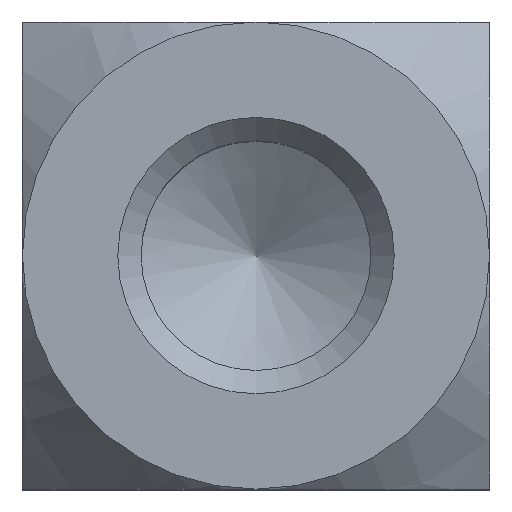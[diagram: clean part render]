
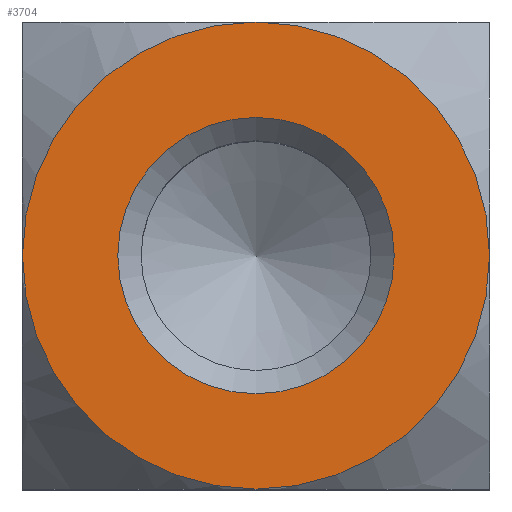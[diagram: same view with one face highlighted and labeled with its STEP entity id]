
A CAD part, top view. The second image highlights one B-rep face of the part: STEP entity #3704.
In plain terms, the highlighted planar face has unit normal (0, 0, 1).
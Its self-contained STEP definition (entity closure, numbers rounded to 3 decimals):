
#824=PLANE('',#3875);
#1481=ORIENTED_EDGE('',*,*,#1857,.T.);
#1482=ORIENTED_EDGE('',*,*,#1858,.T.);
#1483=ORIENTED_EDGE('',*,*,#1856,.F.);
#1484=ORIENTED_EDGE('',*,*,#1835,.T.);
#1485=ORIENTED_EDGE('',*,*,#1525,.T.);
#1525=EDGE_CURVE('',#2056,#2056,#1869,.T.);
#1835=EDGE_CURVE('',#2247,#2248,#1872,.T.);
#1856=EDGE_CURVE('',#2247,#2252,#1873,.T.);
#1857=EDGE_CURVE('',#2248,#2255,#1874,.T.);
#1858=EDGE_CURVE('',#2255,#2252,#1875,.T.);
#1869=CIRCLE('',#3723,2.959);
#1872=CIRCLE('',#3862,5.);
#1873=CIRCLE('',#3870,5.);
#1874=CIRCLE('',#3872,5.);
#1875=CIRCLE('',#3874,5.);
#2041=EDGE_LOOP('',(#1481,#1482,#1483,#1484));
#2042=EDGE_LOOP('',(#1485));
#2056=VERTEX_POINT('',#4555);
#2247=VERTEX_POINT('',#5192);
#2248=VERTEX_POINT('',#5193);
#2252=VERTEX_POINT('',#5232);
#2255=VERTEX_POINT('',#5260);
#2430=FACE_BOUND('',#2041,.T.);
#2431=FACE_BOUND('',#2042,.T.);
#3704=ADVANCED_FACE('',(#2430,#2431),#824,.T.);
#3723=AXIS2_PLACEMENT_3D('',#4554,#3894,#3895);
#3862=AXIS2_PLACEMENT_3D('',#5191,#4479,#4480);
#3870=AXIS2_PLACEMENT_3D('',#5315,#4507,#4508);
#3872=AXIS2_PLACEMENT_3D('',#5317,#4511,#4512);
#3874=AXIS2_PLACEMENT_3D('',#5319,#4515,#4516);
#3875=AXIS2_PLACEMENT_3D('',#5320,#4517,#4518);
#3894=DIRECTION('',(0.,0.,-1.));
#3895=DIRECTION('',(0.,1.,0.));
#4479=DIRECTION('',(0.,0.,1.));
#4480=DIRECTION('',(1.,0.,0.));
#4507=DIRECTION('',(0.,0.,-1.));
#4508=DIRECTION('',(-1.,0.,0.));
#4511=DIRECTION('',(0.,0.,1.));
#4512=DIRECTION('',(1.,0.,0.));
#4515=DIRECTION('',(0.,0.,1.));
#4516=DIRECTION('',(1.,0.,0.));
#4517=DIRECTION('',(0.,0.,1.));
#4518=DIRECTION('',(1.,0.,0.));
#4554=CARTESIAN_POINT('',(0.,0.,10.5));
#4555=CARTESIAN_POINT('',(0.,2.959,10.5));
#5191=CARTESIAN_POINT('',(0.,0.,10.5));
#5192=CARTESIAN_POINT('',(-5.,0.,10.5));
#5193=CARTESIAN_POINT('',(0.,-5.,10.5));
#5232=CARTESIAN_POINT('',(0.,5.,10.5));
#5260=CARTESIAN_POINT('',(5.,0.,10.5));
#5315=CARTESIAN_POINT('',(0.,0.,10.5));
#5317=CARTESIAN_POINT('',(0.,0.,10.5));
#5319=CARTESIAN_POINT('',(0.,0.,10.5));
#5320=CARTESIAN_POINT('',(-5.,-5.,10.5));
